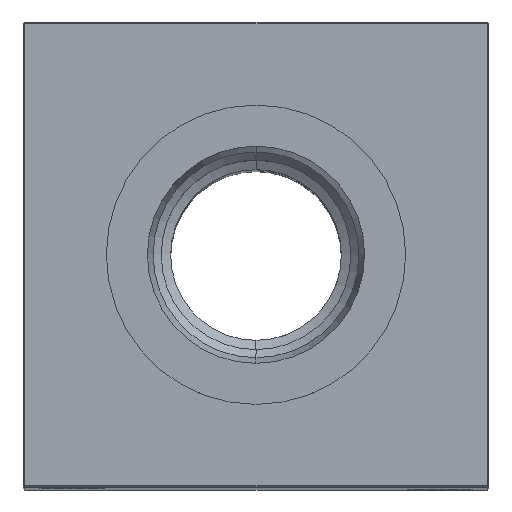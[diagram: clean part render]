
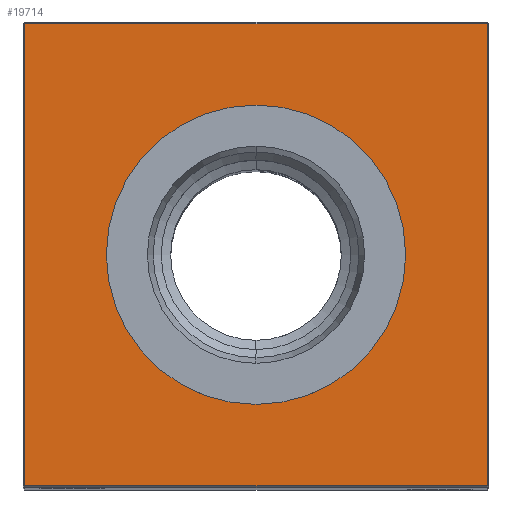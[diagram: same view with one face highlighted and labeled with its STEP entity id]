
A CAD part, top view. The second image highlights one B-rep face of the part: STEP entity #19714.
In plain terms, the highlighted planar face has unit normal (0, 0, 1).
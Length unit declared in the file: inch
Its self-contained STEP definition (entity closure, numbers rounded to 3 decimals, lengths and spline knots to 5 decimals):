
#1612 = DIRECTION ( 'NONE',  ( 0., 0., -1. ) ) ;
#1666 = CARTESIAN_POINT ( 'NONE',  ( 0., 1.49, 9.25 ) ) ;
#1870 = DIRECTION ( 'NONE',  ( 0., 0., -1. ) ) ;
#2121 = CARTESIAN_POINT ( 'NONE',  ( 0., 0., 9.25 ) ) ;
#2745 = EDGE_CURVE ( 'NONE', #17742, #21363, #15516, .T. ) ;
#3445 = CARTESIAN_POINT ( 'NONE',  ( 0., 0., 9.25 ) ) ;
#4539 = DIRECTION ( 'NONE',  ( -1., 0., 0. ) ) ;
#4694 = CARTESIAN_POINT ( 'NONE',  ( 0., 0.96457, 9.25 ) ) ;
#5046 = VERTEX_POINT ( 'NONE', #18110 ) ;
#5392 = VERTEX_POINT ( 'NONE', #9798 ) ;
#6220 = CARTESIAN_POINT ( 'NONE',  ( -1.49, -1.49, 9.25 ) ) ;
#6257 = AXIS2_PLACEMENT_3D ( 'NONE', #3445, #1870, #15596 ) ;
#7373 = DIRECTION ( 'NONE',  ( -1., 0., 0. ) ) ;
#8010 = CARTESIAN_POINT ( 'NONE',  ( -1.49, 1.49, 9.25 ) ) ;
#8151 = FACE_BOUND ( 'NONE', #8425, .T. ) ;
#8264 = DIRECTION ( 'NONE',  ( 0., 1., 0. ) ) ;
#8425 = EDGE_LOOP ( 'NONE', ( #17580, #20715 ) ) ;
#8934 = EDGE_CURVE ( 'NONE', #17322, #5392, #11879, .T. ) ;
#9430 = AXIS2_PLACEMENT_3D ( 'NONE', #19924, #22265, #4539 ) ;
#9574 = LINE ( 'NONE', #1666, #10165 ) ;
#9798 = CARTESIAN_POINT ( 'NONE',  ( 1.49, 1.49, 9.25 ) ) ;
#10165 = VECTOR ( 'NONE', #7373, 39.37008 ) ;
#10349 = ORIENTED_EDGE ( 'NONE', *, *, #13724, .T. ) ;
#11002 = AXIS2_PLACEMENT_3D ( 'NONE', #2121, #1612, #13641 ) ;
#11719 = EDGE_CURVE ( 'NONE', #16888, #5046, #23212, .T. ) ;
#11823 = CIRCLE ( 'NONE', #11002, 0.96457 ) ;
#11879 = LINE ( 'NONE', #18089, #14043 ) ;
#12116 = ORIENTED_EDGE ( 'NONE', *, *, #8934, .T. ) ;
#12507 = EDGE_LOOP ( 'NONE', ( #18018, #19918, #12116, #10349 ) ) ;
#12521 = CARTESIAN_POINT ( 'NONE',  ( 0., -1.49, 9.25 ) ) ;
#12657 = VECTOR ( 'NONE', #21344, 39.37008 ) ;
#12847 = EDGE_CURVE ( 'NONE', #21363, #17322, #14465, .T. ) ;
#13453 = CARTESIAN_POINT ( 'NONE',  ( -1.49, 0., 9.25 ) ) ;
#13641 = DIRECTION ( 'NONE',  ( -1., 0., 0. ) ) ;
#13724 = EDGE_CURVE ( 'NONE', #5392, #17742, #9574, .T. ) ;
#13938 = EDGE_CURVE ( 'NONE', #5046, #16888, #11823, .T. ) ;
#14043 = VECTOR ( 'NONE', #8264, 39.37008 ) ;
#14465 = LINE ( 'NONE', #12521, #17419 ) ;
#15516 = LINE ( 'NONE', #13453, #12657 ) ;
#15596 = DIRECTION ( 'NONE',  ( -1., 0., 0. ) ) ;
#16888 = VERTEX_POINT ( 'NONE', #4694 ) ;
#17322 = VERTEX_POINT ( 'NONE', #23896 ) ;
#17419 = VECTOR ( 'NONE', #20408, 39.37008 ) ;
#17580 = ORIENTED_EDGE ( 'NONE', *, *, #11719, .T. ) ;
#17742 = VERTEX_POINT ( 'NONE', #8010 ) ;
#17976 = FACE_OUTER_BOUND ( 'NONE', #12507, .T. ) ;
#18018 = ORIENTED_EDGE ( 'NONE', *, *, #2745, .T. ) ;
#18089 = CARTESIAN_POINT ( 'NONE',  ( 1.49, 0., 9.25 ) ) ;
#18110 = CARTESIAN_POINT ( 'NONE',  ( 0., -0.96457, 9.25 ) ) ;
#19714 = ADVANCED_FACE ( 'NONE', ( #17976, #8151 ), #24084, .F. ) ;
#19918 = ORIENTED_EDGE ( 'NONE', *, *, #12847, .T. ) ;
#19924 = CARTESIAN_POINT ( 'NONE',  ( 0., 0., 9.25 ) ) ;
#20408 = DIRECTION ( 'NONE',  ( 1., 0., 0. ) ) ;
#20715 = ORIENTED_EDGE ( 'NONE', *, *, #13938, .T. ) ;
#21344 = DIRECTION ( 'NONE',  ( 0., -1., 0. ) ) ;
#21363 = VERTEX_POINT ( 'NONE', #6220 ) ;
#22265 = DIRECTION ( 'NONE',  ( 0., 0., -1. ) ) ;
#23212 = CIRCLE ( 'NONE', #6257, 0.96457 ) ;
#23896 = CARTESIAN_POINT ( 'NONE',  ( 1.49, -1.49, 9.25 ) ) ;
#24084 = PLANE ( 'NONE',  #9430 ) ;
